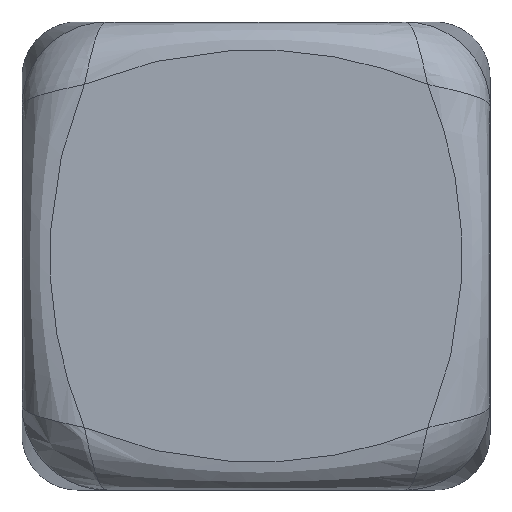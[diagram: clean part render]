
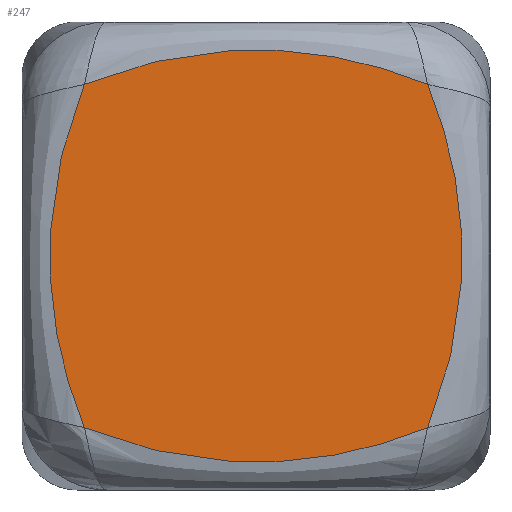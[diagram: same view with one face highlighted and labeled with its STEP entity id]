
A CAD part, left-side view. The second image highlights one B-rep face of the part: STEP entity #247.
In plain terms, the highlighted planar face has unit normal (-1, 0, 0).
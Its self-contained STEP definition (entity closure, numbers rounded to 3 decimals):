
#36=(
BOUNDED_CURVE()
B_SPLINE_CURVE(3,(#4428,#4429,#4430,#4431,#4432,#4433,#4434,#4435),
 .UNSPECIFIED.,.F.,.F.)
B_SPLINE_CURVE_WITH_KNOTS((4,1,1,1,1,4),(0.409,0.694,
1.389,1.714,2.04,2.369),
 .UNSPECIFIED.)
CURVE()
GEOMETRIC_REPRESENTATION_ITEM()
RATIONAL_B_SPLINE_CURVE((1.,1.,1.,1.,1.,1.,1.,1.))
REPRESENTATION_ITEM('')
);
#38=(
BOUNDED_CURVE()
B_SPLINE_CURVE(3,(#4439,#4440,#4441,#4442,#4443,#4444,#4445,#4446,#4447,
#4448,#4449,#4450,#4451,#4452,#4453,#4454),.UNSPECIFIED.,.F.,.F.)
B_SPLINE_CURVE_WITH_KNOTS((4,3,3,3,3,4),(0.409,0.694,
1.389,1.714,2.04,2.369),
 .UNSPECIFIED.)
CURVE()
GEOMETRIC_REPRESENTATION_ITEM()
RATIONAL_B_SPLINE_CURVE((1.,1.,1.,1.,1.,1.,1.,1.,1.,1.,1.,1.,1.,1.,1.,1.))
REPRESENTATION_ITEM('')
);
#45=(
BOUNDED_CURVE()
B_SPLINE_CURVE(3,(#4497,#4498,#4499,#4500,#4501,#4502,#4503,#4504,#4505,
#4506,#4507,#4508,#4509,#4510,#4511,#4512),.UNSPECIFIED.,.F.,.F.)
B_SPLINE_CURVE_WITH_KNOTS((4,3,3,3,3,4),(0.409,0.694,
1.389,1.714,2.04,2.369),
 .UNSPECIFIED.)
CURVE()
GEOMETRIC_REPRESENTATION_ITEM()
RATIONAL_B_SPLINE_CURVE((1.,1.,1.,1.,1.,1.,
1.,1.,1.,1.,1.,1.,1.,1.,1.,1.))
REPRESENTATION_ITEM('')
);
#47=(
BOUNDED_CURVE()
B_SPLINE_CURVE(3,(#4529,#4530,#4531,#4532,#4533,#4534,#4535,#4536,#4537,
#4538,#4539,#4540,#4541,#4542,#4543,#4544),.UNSPECIFIED.,.F.,.F.)
B_SPLINE_CURVE_WITH_KNOTS((4,3,3,3,3,4),(0.409,0.694,
1.389,1.714,2.04,2.369),
 .UNSPECIFIED.)
CURVE()
GEOMETRIC_REPRESENTATION_ITEM()
RATIONAL_B_SPLINE_CURVE((1.,1.,1.,1.,1.,1.,1.,1.,1.,1.,
1.,1.,1.,1.,1.,1.))
REPRESENTATION_ITEM('')
);
#247=ADVANCED_FACE('',(#341),#1488,.T.);
#341=FACE_OUTER_BOUND('',#439,.T.);
#439=EDGE_LOOP('',(#798,#799,#800,#801));
#798=ORIENTED_EDGE('',*,*,#1066,.T.);
#799=ORIENTED_EDGE('',*,*,#1073,.T.);
#800=ORIENTED_EDGE('',*,*,#1064,.T.);
#801=ORIENTED_EDGE('',*,*,#1075,.F.);
#1064=EDGE_CURVE('',#1399,#1398,#36,.T.);
#1066=EDGE_CURVE('',#1397,#1400,#38,.T.);
#1073=EDGE_CURVE('',#1400,#1399,#45,.T.);
#1075=EDGE_CURVE('',#1397,#1398,#47,.T.);
#1397=VERTEX_POINT('',#4367);
#1398=VERTEX_POINT('',#4368);
#1399=VERTEX_POINT('',#4369);
#1400=VERTEX_POINT('',#4370);
#1488=PLANE('',#1554);
#1554=AXIS2_PLACEMENT_3D('',#3486,#1604,$);
#1604=DIRECTION('',(-1.,0.,0.));
#3486=CARTESIAN_POINT('',(-3.05,1.27,0.035));
#4367=CARTESIAN_POINT('',(-3.05,0.932,2.237));
#4368=CARTESIAN_POINT('',(-3.05,-0.932,2.237));
#4369=CARTESIAN_POINT('',(-3.05,-0.932,0.373));
#4370=CARTESIAN_POINT('',(-3.05,0.932,0.373));
#4428=CARTESIAN_POINT('',(-3.05,-0.932,0.373));
#4429=CARTESIAN_POINT('',(-3.05,-0.965,0.456));
#4430=CARTESIAN_POINT('',(-3.05,-1.069,0.749));
#4431=CARTESIAN_POINT('',(-3.05,-1.137,1.181));
#4432=CARTESIAN_POINT('',(-3.05,-1.104,1.631));
#4433=CARTESIAN_POINT('',(-3.05,-1.038,1.945));
#4434=CARTESIAN_POINT('',(-3.05,-0.97,2.141));
#4435=CARTESIAN_POINT('',(-3.05,-0.932,2.237));
#4439=CARTESIAN_POINT('',(-3.05,0.932,2.237));
#4440=CARTESIAN_POINT('',(-3.05,0.965,2.154));
#4441=CARTESIAN_POINT('',(-3.05,0.995,2.069));
#4442=CARTESIAN_POINT('',(-3.05,1.021,1.981));
#4443=CARTESIAN_POINT('',(-3.05,1.084,1.767));
#4444=CARTESIAN_POINT('',(-3.05,1.12,1.537));
#4445=CARTESIAN_POINT('',(-3.05,1.12,1.305));
#4446=CARTESIAN_POINT('',(-3.05,1.12,1.197));
#4447=CARTESIAN_POINT('',(-3.05,1.112,1.088));
#4448=CARTESIAN_POINT('',(-3.05,1.097,0.982));
#4449=CARTESIAN_POINT('',(-3.05,1.082,0.875));
#4450=CARTESIAN_POINT('',(-3.05,1.06,0.771));
#4451=CARTESIAN_POINT('',(-3.05,1.033,0.67));
#4452=CARTESIAN_POINT('',(-3.05,1.004,0.568));
#4453=CARTESIAN_POINT('',(-3.05,0.97,0.469));
#4454=CARTESIAN_POINT('',(-3.05,0.932,0.373));
#4497=CARTESIAN_POINT('',(-3.05,0.932,0.373));
#4498=CARTESIAN_POINT('',(-3.05,0.849,0.34));
#4499=CARTESIAN_POINT('',(-3.05,0.764,0.31));
#4500=CARTESIAN_POINT('',(-3.05,0.676,0.284));
#4501=CARTESIAN_POINT('',(-3.05,0.462,0.221));
#4502=CARTESIAN_POINT('',(-3.05,0.232,0.185));
#4503=CARTESIAN_POINT('',(-3.05,0.,0.185));
#4504=CARTESIAN_POINT('',(-3.05,-0.108,0.185));
#4505=CARTESIAN_POINT('',(-3.05,-0.217,0.193));
#4506=CARTESIAN_POINT('',(-3.05,-0.323,0.208));
#4507=CARTESIAN_POINT('',(-3.05,-0.43,0.223));
#4508=CARTESIAN_POINT('',(-3.05,-0.534,0.245));
#4509=CARTESIAN_POINT('',(-3.05,-0.635,0.272));
#4510=CARTESIAN_POINT('',(-3.05,-0.737,0.301));
#4511=CARTESIAN_POINT('',(-3.05,-0.836,0.335));
#4512=CARTESIAN_POINT('',(-3.05,-0.932,0.373));
#4529=CARTESIAN_POINT('',(-3.05,0.932,2.237));
#4530=CARTESIAN_POINT('',(-3.05,0.849,2.27));
#4531=CARTESIAN_POINT('',(-3.05,0.764,2.3));
#4532=CARTESIAN_POINT('',(-3.05,0.676,2.326));
#4533=CARTESIAN_POINT('',(-3.05,0.462,2.389));
#4534=CARTESIAN_POINT('',(-3.05,0.232,2.425));
#4535=CARTESIAN_POINT('',(-3.05,0.,2.425));
#4536=CARTESIAN_POINT('',(-3.05,-0.108,2.425));
#4537=CARTESIAN_POINT('',(-3.05,-0.217,2.417));
#4538=CARTESIAN_POINT('',(-3.05,-0.323,2.402));
#4539=CARTESIAN_POINT('',(-3.05,-0.43,2.387));
#4540=CARTESIAN_POINT('',(-3.05,-0.534,2.365));
#4541=CARTESIAN_POINT('',(-3.05,-0.635,2.338));
#4542=CARTESIAN_POINT('',(-3.05,-0.737,2.309));
#4543=CARTESIAN_POINT('',(-3.05,-0.836,2.275));
#4544=CARTESIAN_POINT('',(-3.05,-0.932,2.237));
